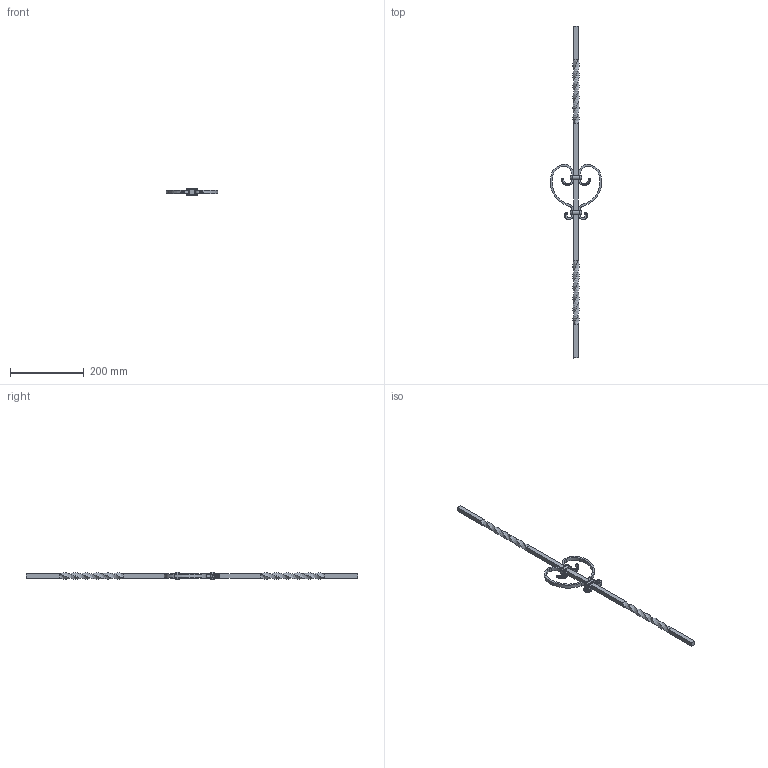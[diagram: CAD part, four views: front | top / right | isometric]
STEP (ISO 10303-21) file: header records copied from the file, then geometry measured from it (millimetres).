
FILE_DESCRIPTION (( 'STEP AP203' ), '1' );
FILE_NAME ('1211.step', '2023-06-13T07:52:06', ( '' ), ( '' ), 'SwSTEP 2.0', 'SolidWorks 2018', '' );
FILE_SCHEMA (( 'CONFIG_CONTROL_DESIGN' ));
Length unit declared in the file: millimetre
Products named in the file (1): 1211
Bounding box: 139.99 x 900 x 20 mm (x, y, z)
Volume: 166776.8 mm3; surface area: 65823.3 mm2
Topology: 1 solids, 1 shells, 578 faces, 1340 edges, 768 vertices
Faces by surface type: plane 274, bspline 126, cylinder 122, torus 56
Entity records: 22585 total; most frequent: CARTESIAN_POINT 10309, ORIENTED_EDGE 2680, DIRECTION 2232, EDGE_CURVE 1340, VERTEX_POINT 768, LINE 766, VECTOR 766, AXIS2_PLACEMENT_3D 733
